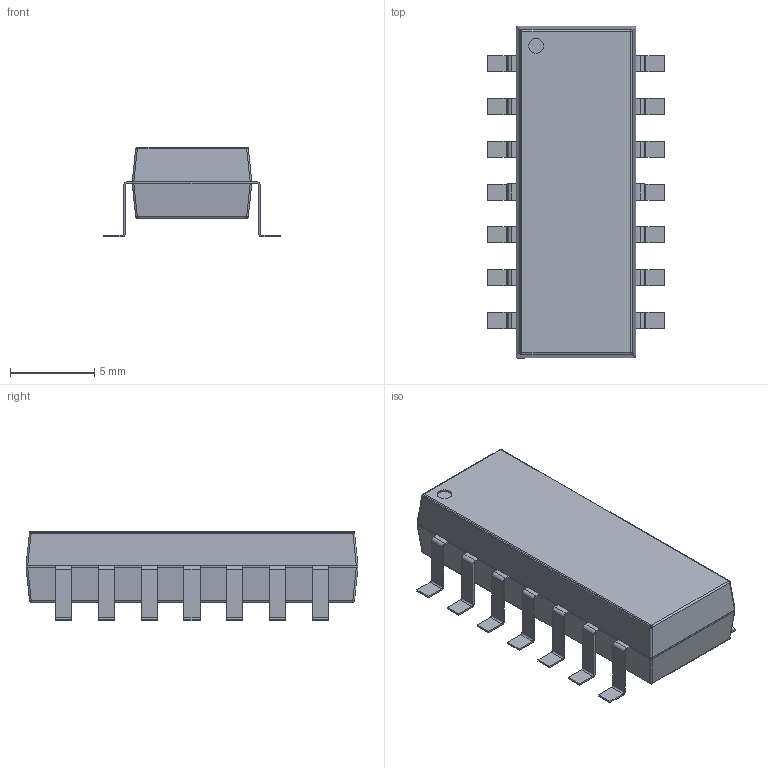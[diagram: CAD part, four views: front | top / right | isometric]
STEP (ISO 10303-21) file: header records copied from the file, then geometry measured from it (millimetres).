
FILE_DESCRIPTION (( 'STEP AP214' ), '1' );
FILE_NAME ('User Library-SOP127P600-8N.STEP', '2018-11-01T10:45:28', ( '' ), ( '' ), 'SwSTEP 2.0', 'SolidWorks 2018', '' );
FILE_SCHEMA (( 'AUTOMOTIVE_DESIGN' ));
Length unit declared in the file: millimetre
Products named in the file (6): User Library-SOP127P600-8N_Open_CASCADE_STEP_translator_6.8_10.2.1; User Library-SOP127P600-8N; User Library-SOP127P600-8N_Open_CASCADE_STEP_translator_6.8_10.1; User Library-SOP127P600-8N_Leader; User Library-SOP127P600-8N_1350214552; User Library-SOP127P600-8N_Body
Assembly tree (18 placements, depth 4):
  User Library-SOP127P600-8N
    User Library-SOP127P600-8N_1350214552
      User Library-SOP127P600-8N_Open_CASCADE_STEP_translator_6.8_10.1
      User Library-SOP127P600-8N_Body
        User Library-SOP127P600-8N_Open_CASCADE_STEP_translator_6.8_10.2.1
      User Library-SOP127P600-8N_Leader  x14
Bounding box: 10.5 x 19.7 x 5.33 mm (x, y, z)
Volume: 573.9 mm3; surface area: 620.8 mm2
Topology: 15 solids, 16 shells, 264 faces, 636 edges, 404 vertices
Faces by surface type: plane 157, cylinder 89, bspline 18
Entity records: 4108 total; most frequent: CARTESIAN_POINT 1338, DIRECTION 352, ORIENTED_EDGE 334, EDGE_CURVE 168, AXIS2_PLACEMENT_3D 130, UNCERTAINTY_MEASURE_WITH_UNIT 92, VECTOR 92, VERTEX_POINT 92
